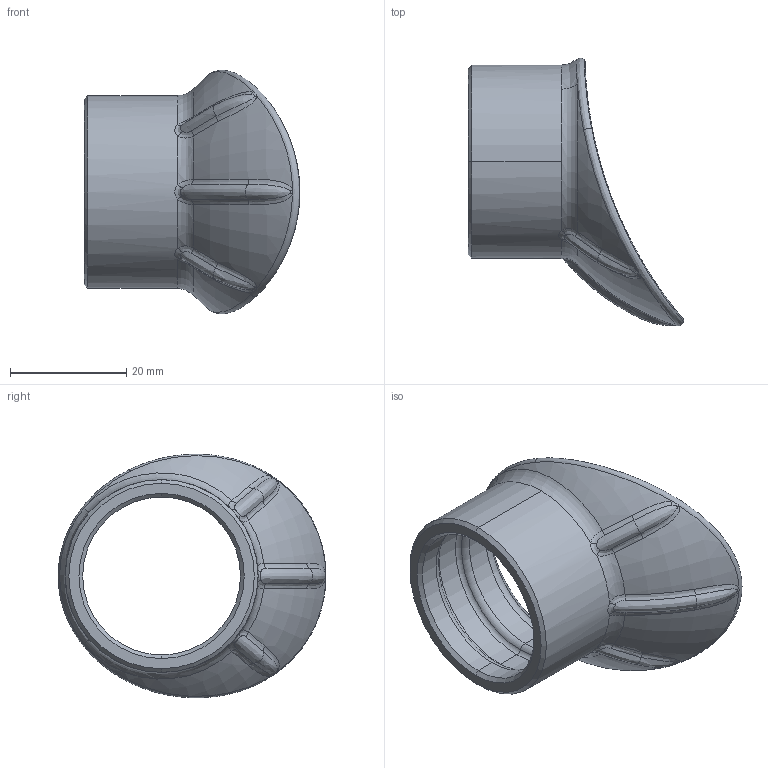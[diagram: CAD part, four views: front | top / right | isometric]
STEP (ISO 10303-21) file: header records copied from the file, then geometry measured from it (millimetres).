
FILE_DESCRIPTION (( 'STEP AP203' ), '1' );
FILE_NAME ('eyecup.B.STEP', '2017-05-30T15:22:15', ( 'A' ), ( 'Microsoft' ), 'SwSTEP 2.0', 'SolidWorks 2017', '' );
FILE_SCHEMA (( 'CONFIG_CONTROL_DESIGN' ));
Length unit declared in the file: inch
Products named in the file (1): eyecup.B
Bounding box: 37.15 x 46.11 x 41.94 mm (x, y, z)
Volume: 6214.3 mm3; surface area: 6371.3 mm2
Topology: 1 solids, 1 shells, 70 faces, 162 edges, 93 vertices
Faces by surface type: bspline 35, torus 22, cylinder 8, cone 4, plane 1
Entity records: 9025 total; most frequent: CARTESIAN_POINT 7613, ORIENTED_EDGE 324, DIRECTION 224, EDGE_CURVE 162, AXIS2_PLACEMENT_3D 106, VERTEX_POINT 93, B_SPLINE_CURVE_WITH_KNOTS 77, EDGE_LOOP 71
